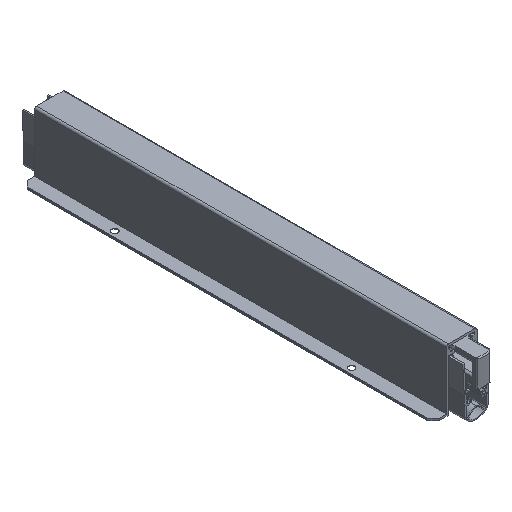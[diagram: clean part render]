
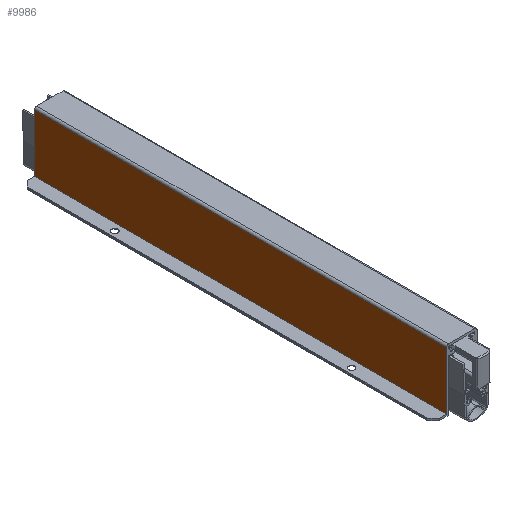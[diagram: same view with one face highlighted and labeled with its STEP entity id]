
A CAD part, isometric view. The second image highlights one B-rep face of the part: STEP entity #9986.
In plain terms, the highlighted planar face has unit normal (-1, 0, 0).
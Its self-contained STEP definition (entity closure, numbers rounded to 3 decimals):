
#574=LINE('',#13875,#1582);
#602=LINE('',#13959,#1610);
#624=LINE('',#14040,#1632);
#647=LINE('',#14113,#1655);
#1582=VECTOR('',#11509,1000.);
#1610=VECTOR('',#11585,1000.);
#1632=VECTOR('',#11649,1000.);
#1655=VECTOR('',#11712,1000.);
#2741=ORIENTED_EDGE('',*,*,#5694,.F.);
#2742=ORIENTED_EDGE('',*,*,#5733,.F.);
#2743=ORIENTED_EDGE('',*,*,#5652,.T.);
#2744=ORIENTED_EDGE('',*,*,#5610,.T.);
#5610=EDGE_CURVE('',#7114,#7119,#574,.T.);
#5652=EDGE_CURVE('',#7152,#7114,#602,.T.);
#5694=EDGE_CURVE('',#7189,#7119,#624,.T.);
#5733=EDGE_CURVE('',#7152,#7189,#647,.T.);
#7114=VERTEX_POINT('',#13865);
#7119=VERTEX_POINT('',#13874);
#7152=VERTEX_POINT('',#13960);
#7189=VERTEX_POINT('',#14039);
#8316=EDGE_LOOP('',(#2741,#2742,#2743,#2744));
#8952=FACE_BOUND('',#8316,.T.);
#9575=PLANE('',#10888);
#9986=ADVANCED_FACE('',(#8952),#9575,.T.);
#10888=AXIS2_PLACEMENT_3D('',#14114,#11713,#11714);
#11509=DIRECTION('',(0.,-1.,0.));
#11585=DIRECTION('',(0.,0.,-1.));
#11649=DIRECTION('',(0.,0.,-1.));
#11712=DIRECTION('',(0.,-1.,0.));
#11713=DIRECTION('',(-1.,0.,0.));
#11714=DIRECTION('',(0.,0.,1.));
#13865=CARTESIAN_POINT('',(-7.4,200.,-29.));
#13874=CARTESIAN_POINT('',(-7.4,0.,-29.));
#13875=CARTESIAN_POINT('',(-7.4,200.,-29.));
#13959=CARTESIAN_POINT('',(-7.4,200.,-29.));
#13960=CARTESIAN_POINT('',(-7.4,200.,-1.));
#14039=CARTESIAN_POINT('',(-7.4,0.,-1.));
#14040=CARTESIAN_POINT('',(-7.4,0.,-29.));
#14113=CARTESIAN_POINT('',(-7.4,200.,-1.));
#14114=CARTESIAN_POINT('',(-7.4,200.,-29.));
